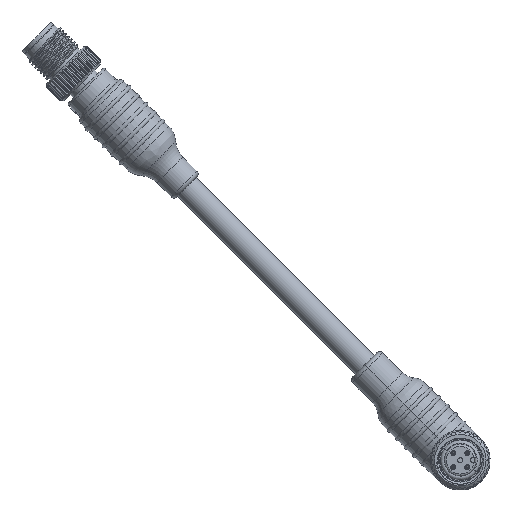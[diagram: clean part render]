
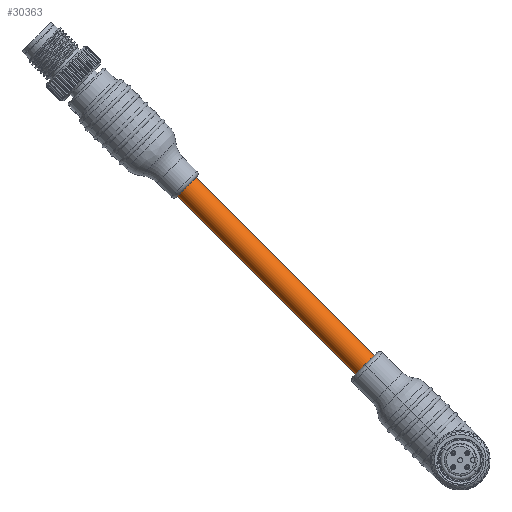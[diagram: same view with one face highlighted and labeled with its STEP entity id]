
A CAD part, top view. The second image highlights one B-rep face of the part: STEP entity #30363.
In plain terms, the highlighted cylindrical face has radius 3.35 mm (diameter 6.7 mm), a partial arc.
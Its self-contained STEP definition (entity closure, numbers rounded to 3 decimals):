
#8891=CARTESIAN_POINT('',(-24.042,24.042,-25.35));
#8892=DIRECTION('',(-0.707,0.707,0.));
#8893=DIRECTION('',(-0.707,-0.707,0.));
#8894=AXIS2_PLACEMENT_3D('',#8891,#8892,#8893);
#8924=CARTESIAN_POINT('',(-68.943,68.943,-25.35));
#8925=DIRECTION('',(-0.707,0.707,0.));
#8926=DIRECTION('',(-0.707,-0.707,0.));
#8927=AXIS2_PLACEMENT_3D('',#8924,#8925,#8926);
#8929=DIRECTION('',(-0.707,0.707,0.));
#8930=VECTOR('',#8929,63.5);
#8931=CARTESIAN_POINT('',(-26.41,21.673,-25.35));
#8932=LINE('',#8931,#8930);
#17877=DIRECTION('',(-0.707,0.707,0.));
#17878=VECTOR('',#17877,63.5);
#17879=CARTESIAN_POINT('',(-21.673,26.41,-25.35));
#17880=LINE('',#17879,#17878);
#19873=CARTESIAN_POINT('',(-26.41,21.673,-25.35));
#19874=CARTESIAN_POINT('',(-21.673,26.41,-25.35));
#19875=VERTEX_POINT('',#19873);
#19876=VERTEX_POINT('',#19874);
#21143=CARTESIAN_POINT('',(-71.312,66.574,-25.35));
#21144=CARTESIAN_POINT('',(-66.574,71.312,-25.35));
#21145=VERTEX_POINT('',#21143);
#21146=VERTEX_POINT('',#21144);
#30349=CARTESIAN_POINT('',(-24.042,24.042,-25.35));
#30350=DIRECTION('',(-0.707,0.707,0.));
#30351=DIRECTION('',(-0.707,-0.707,0.));
#30352=AXIS2_PLACEMENT_3D('',#30349,#30350,#30351);
#30353=CYLINDRICAL_SURFACE('',#30352,3.35);
#30355=ORIENTED_EDGE('',*,*,#30354,.T.);
#30357=ORIENTED_EDGE('',*,*,#30356,.F.);
#30358=ORIENTED_EDGE('',*,*,#30317,.F.);
#30360=ORIENTED_EDGE('',*,*,#30359,.T.);
#30361=EDGE_LOOP('',(#30355,#30357,#30358,#30360));
#30362=FACE_OUTER_BOUND('',#30361,.F.);
#30363=ADVANCED_FACE('',(#30362),#30353,.T.);
#8895=CIRCLE('',#8894,3.35);
#8928=CIRCLE('',#8927,3.35);
#30317=EDGE_CURVE('',#19875,#19876,#8895,.T.);
#30354=EDGE_CURVE('',#21145,#21146,#8928,.T.);
#30356=EDGE_CURVE('',#19876,#21146,#17880,.T.);
#30359=EDGE_CURVE('',#19875,#21145,#8932,.T.);
